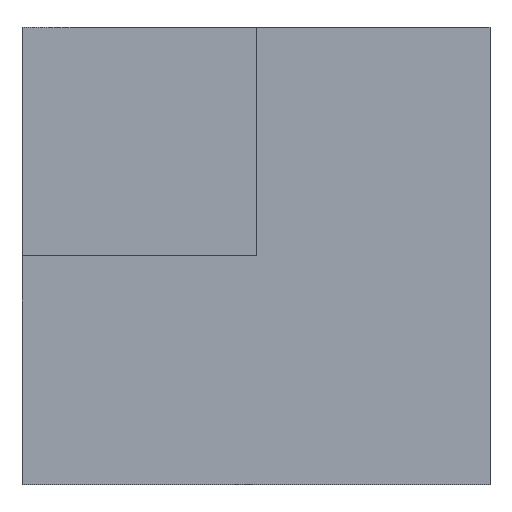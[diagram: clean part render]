
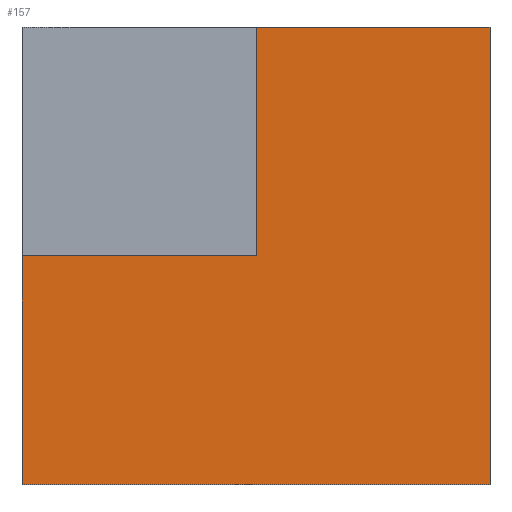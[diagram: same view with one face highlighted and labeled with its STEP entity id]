
A CAD part, top view. The second image highlights one B-rep face of the part: STEP entity #157.
In plain terms, the highlighted planar face has unit normal (0, 0, 1).
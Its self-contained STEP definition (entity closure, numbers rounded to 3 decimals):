
#9 = VECTOR ( 'NONE', #1057, 1000. ) ;
#80 = VERTEX_POINT ( 'NONE', #1027 ) ;
#157 = ADVANCED_FACE ( 'NONE', ( #771 ), #879, .F. ) ;
#184 = DIRECTION ( 'NONE',  ( -1., 0., 0. ) ) ;
#203 = AXIS2_PLACEMENT_3D ( 'NONE', #980, #1347, #184 ) ;
#206 = CARTESIAN_POINT ( 'NONE',  ( 0., 0.42, 0.23 ) ) ;
#244 = VECTOR ( 'NONE', #997, 1000. ) ;
#277 = CARTESIAN_POINT ( 'NONE',  ( -0.43, 0., 0.23 ) ) ;
#294 = CARTESIAN_POINT ( 'NONE',  ( 0., 0.42, 0.23 ) ) ;
#320 = CARTESIAN_POINT ( 'NONE',  ( 0.43, -0.42, 0.23 ) ) ;
#324 = VECTOR ( 'NONE', #1345, 1000. ) ;
#381 = DIRECTION ( 'NONE',  ( 0., -1., 0. ) ) ;
#401 = LINE ( 'NONE', #940, #9 ) ;
#428 = CARTESIAN_POINT ( 'NONE',  ( 0.43, 0.42, 0.23 ) ) ;
#453 = ORIENTED_EDGE ( 'NONE', *, *, #905, .T. ) ;
#473 = VERTEX_POINT ( 'NONE', #862 ) ;
#550 = LINE ( 'NONE', #1017, #1410 ) ;
#585 = EDGE_CURVE ( 'NONE', #1284, #80, #550, .T. ) ;
#646 = VECTOR ( 'NONE', #381, 1000. ) ;
#650 = LINE ( 'NONE', #1204, #646 ) ;
#658 = ORIENTED_EDGE ( 'NONE', *, *, #1481, .T. ) ;
#720 = EDGE_CURVE ( 'NONE', #1246, #473, #401, .T. ) ;
#771 = FACE_OUTER_BOUND ( 'NONE', #1054, .T. ) ;
#775 = VERTEX_POINT ( 'NONE', #206 ) ;
#800 = EDGE_CURVE ( 'NONE', #473, #820, #1361, .T. ) ;
#820 = VERTEX_POINT ( 'NONE', #428 ) ;
#853 = EDGE_CURVE ( 'NONE', #80, #775, #1249, .T. ) ;
#862 = CARTESIAN_POINT ( 'NONE',  ( 0.43, -0.42, 0.23 ) ) ;
#879 = PLANE ( 'NONE',  #203 ) ;
#905 = EDGE_CURVE ( 'NONE', #820, #775, #1465, .T. ) ;
#940 = CARTESIAN_POINT ( 'NONE',  ( -0.43, -0.42, 0.23 ) ) ;
#980 = CARTESIAN_POINT ( 'NONE',  ( 0., 0., 0.23 ) ) ;
#997 = DIRECTION ( 'NONE',  ( 0., 1., 0. ) ) ;
#1005 = DIRECTION ( 'NONE',  ( -1., 0., 0. ) ) ;
#1017 = CARTESIAN_POINT ( 'NONE',  ( -0.43, 0., 0.23 ) ) ;
#1027 = CARTESIAN_POINT ( 'NONE',  ( 0., 0., 0.23 ) ) ;
#1054 = EDGE_LOOP ( 'NONE', ( #1290, #1489, #658, #1146, #1499, #453 ) ) ;
#1056 = CARTESIAN_POINT ( 'NONE',  ( -0.43, -0.42, 0.23 ) ) ;
#1057 = DIRECTION ( 'NONE',  ( 1., 0., 0. ) ) ;
#1088 = VECTOR ( 'NONE', #1005, 1000. ) ;
#1141 = DIRECTION ( 'NONE',  ( 1., 0., 0. ) ) ;
#1146 = ORIENTED_EDGE ( 'NONE', *, *, #720, .T. ) ;
#1204 = CARTESIAN_POINT ( 'NONE',  ( -0.43, -0.42, 0.23 ) ) ;
#1246 = VERTEX_POINT ( 'NONE', #1056 ) ;
#1249 = LINE ( 'NONE', #294, #244 ) ;
#1284 = VERTEX_POINT ( 'NONE', #277 ) ;
#1290 = ORIENTED_EDGE ( 'NONE', *, *, #853, .F. ) ;
#1345 = DIRECTION ( 'NONE',  ( 0., 1., 0. ) ) ;
#1347 = DIRECTION ( 'NONE',  ( 0., 0., -1. ) ) ;
#1361 = LINE ( 'NONE', #320, #324 ) ;
#1372 = CARTESIAN_POINT ( 'NONE',  ( -0.43, 0.42, 0.23 ) ) ;
#1410 = VECTOR ( 'NONE', #1141, 1000. ) ;
#1465 = LINE ( 'NONE', #1372, #1088 ) ;
#1481 = EDGE_CURVE ( 'NONE', #1284, #1246, #650, .T. ) ;
#1489 = ORIENTED_EDGE ( 'NONE', *, *, #585, .F. ) ;
#1499 = ORIENTED_EDGE ( 'NONE', *, *, #800, .T. ) ;
